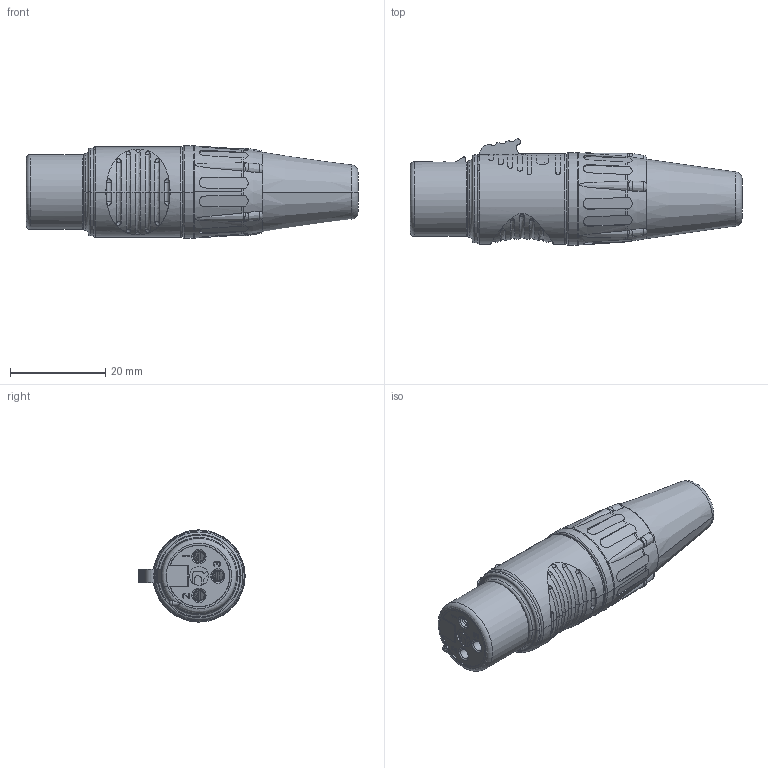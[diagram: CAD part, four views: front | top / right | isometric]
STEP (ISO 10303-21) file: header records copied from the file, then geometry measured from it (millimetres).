
FILE_DESCRIPTION((''),'2;1');
FILE_NAME('RC3F_ASM','2020-11-10T',('wxn'),(''),'PRO/ENGINEER BY PARAMETRIC TECHNOLOGY CORPORATION, 2013040','PRO/ENGINEER BY PARAMETRIC TECHNOLOGY CORPORATION, 2013040','');
FILE_SCHEMA(('CONFIG_CONTROL_DESIGN'));
Length unit declared in the file: millimetre
Products named in the file (17): 042HOUSING_D_VERSION; 004RUBBER_RING_ASSEMBLING; 005LATCH_A_VERSION; 042HOUSING_ASM; 120PLASTIC_INSERT_C_VERSION; 91427701-1; 91427701-2; 91427701-3; 91427701CONTACT_ASM; 009GROUDING_ASSEMBLING; 120PLASTIC_INSERT_ASM; 029CHUCK_A_VERSION; 022BUSHING_C_VERSION; 044BOOT_B_VERSION; 91201251; 022BUSHING_ASM; RC3F_ASM
Assembly tree (18 placements, depth 4):
  RC3F_ASM
    042HOUSING_ASM
      042HOUSING_D_VERSION
      004RUBBER_RING_ASSEMBLING
      005LATCH_A_VERSION
    120PLASTIC_INSERT_ASM
      120PLASTIC_INSERT_C_VERSION
      91427701CONTACT_ASM  x3
        91427701-1
        91427701-2
        91427701-3
      009GROUDING_ASSEMBLING
    029CHUCK_A_VERSION
    022BUSHING_ASM
      022BUSHING_C_VERSION
      044BOOT_B_VERSION
      91201251
Bounding box: 69.8 x 22.33 x 19.4 mm (x, y, z)
Volume: 10196.2 mm3; surface area: 17173.9 mm2
Topology: 18 solids, 19 shells, 2067 faces, 5672 edges, 3614 vertices
Faces by surface type: plane 1048, bspline 477, cylinder 283, torus 162, cone 78, extrusion 14, sphere 5
Entity records: 73840 total; most frequent: CARTESIAN_POINT 36668, ORIENTED_EDGE 8294, DIRECTION 6966, EDGE_CURVE 4150, VERTEX_POINT 2672, AXIS2_PLACEMENT_3D 2417, VECTOR 2132, LINE 2126
